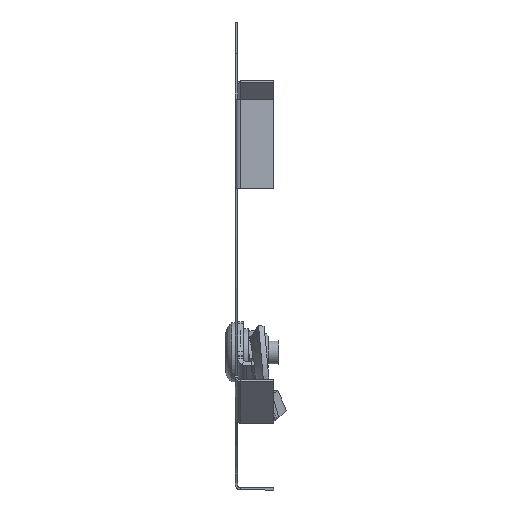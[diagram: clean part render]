
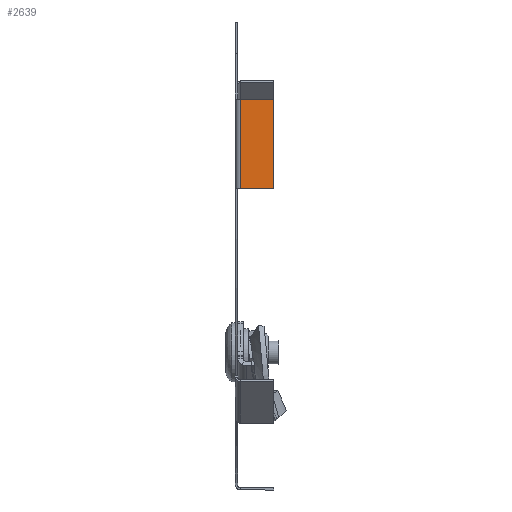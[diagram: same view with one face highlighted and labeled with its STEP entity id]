
A CAD part, left-side view. The second image highlights one B-rep face of the part: STEP entity #2639.
In plain terms, the highlighted planar face has unit normal (-1, 0, 0).
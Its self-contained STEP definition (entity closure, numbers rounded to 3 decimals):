
#28 = CARTESIAN_POINT ( 'NONE',  ( -122.499, -1.75, -20.749 ) ) ;
#318 = EDGE_CURVE ( 'NONE', #2967, #536, #2546, .T. ) ;
#370 = VECTOR ( 'NONE', #2046, 1000. ) ;
#443 = EDGE_LOOP ( 'NONE', ( #522, #2125, #5661, #1146 ) ) ;
#522 = ORIENTED_EDGE ( 'NONE', *, *, #3448, .F. ) ;
#536 = VERTEX_POINT ( 'NONE', #1089 ) ;
#561 = CARTESIAN_POINT ( 'NONE',  ( -122.499, -1.75, 9.251 ) ) ;
#585 = VERTEX_POINT ( 'NONE', #561 ) ;
#716 = EDGE_CURVE ( 'NONE', #536, #585, #3065, .T. ) ;
#1089 = CARTESIAN_POINT ( 'NONE',  ( -122.499, -13., 9.251 ) ) ;
#1146 = ORIENTED_EDGE ( 'NONE', *, *, #716, .T. ) ;
#2046 = DIRECTION ( 'NONE',  ( 0., 0., 1. ) ) ;
#2125 = ORIENTED_EDGE ( 'NONE', *, *, #4947, .T. ) ;
#2235 = DIRECTION ( 'NONE',  ( 1., 0., 0. ) ) ;
#2546 = LINE ( 'NONE', #4841, #5781 ) ;
#2594 = VECTOR ( 'NONE', #5971, 1000. ) ;
#2618 = DIRECTION ( 'NONE',  ( 0., 0., 1. ) ) ;
#2639 = ADVANCED_FACE ( 'NONE', ( #5591 ), #4628, .F. ) ;
#2967 = VERTEX_POINT ( 'NONE', #4919 ) ;
#3065 = LINE ( 'NONE', #3512, #6585 ) ;
#3280 = LINE ( 'NONE', #5526, #370 ) ;
#3448 = EDGE_CURVE ( 'NONE', #6208, #585, #3280, .T. ) ;
#3512 = CARTESIAN_POINT ( 'NONE',  ( -122.499, 0., 9.251 ) ) ;
#3561 = DIRECTION ( 'NONE',  ( 0., 1., 0. ) ) ;
#4076 = CARTESIAN_POINT ( 'NONE',  ( -122.499, 0., 0. ) ) ;
#4257 = CARTESIAN_POINT ( 'NONE',  ( -122.499, 0., -20.749 ) ) ;
#4628 = PLANE ( 'NONE',  #5639 ) ;
#4841 = CARTESIAN_POINT ( 'NONE',  ( -122.499, -13., 0. ) ) ;
#4886 = LINE ( 'NONE', #4257, #2594 ) ;
#4919 = CARTESIAN_POINT ( 'NONE',  ( -122.499, -13., -20.749 ) ) ;
#4947 = EDGE_CURVE ( 'NONE', #6208, #2967, #4886, .T. ) ;
#5526 = CARTESIAN_POINT ( 'NONE',  ( -122.499, -1.75, 9.251 ) ) ;
#5591 = FACE_OUTER_BOUND ( 'NONE', #443, .T. ) ;
#5639 = AXIS2_PLACEMENT_3D ( 'NONE', #4076, #2235, #6746 ) ;
#5661 = ORIENTED_EDGE ( 'NONE', *, *, #318, .T. ) ;
#5781 = VECTOR ( 'NONE', #2618, 1000. ) ;
#5971 = DIRECTION ( 'NONE',  ( 0., -1., 0. ) ) ;
#6208 = VERTEX_POINT ( 'NONE', #28 ) ;
#6585 = VECTOR ( 'NONE', #3561, 1000. ) ;
#6746 = DIRECTION ( 'NONE',  ( 0., 1., 0. ) ) ;
